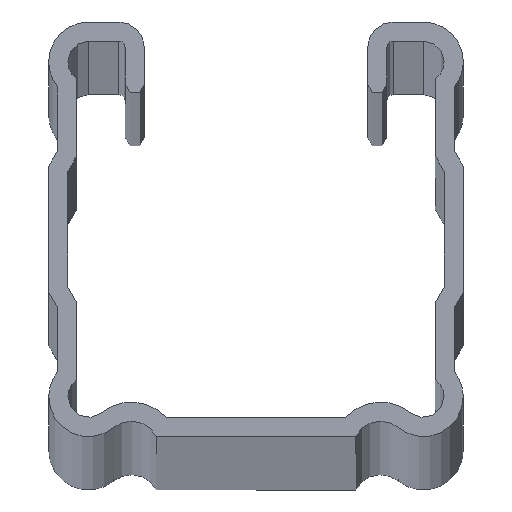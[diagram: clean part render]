
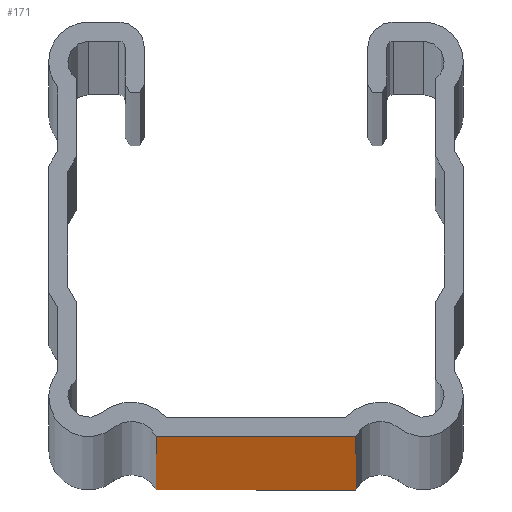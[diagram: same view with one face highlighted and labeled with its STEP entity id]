
A CAD part, top view. The second image highlights one B-rep face of the part: STEP entity #171.
In plain terms, the highlighted planar face has unit normal (0, -1, 0).
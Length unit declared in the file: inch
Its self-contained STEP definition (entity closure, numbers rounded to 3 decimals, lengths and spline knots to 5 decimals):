
#171=ADVANCED_FACE('',(#348),#349,.T.);
#348=FACE_OUTER_BOUND('',#529,.T.);
#349=PLANE('',#530);
#529=EDGE_LOOP('',(#1024,#1025,#1026,#1027));
#530=AXIS2_PLACEMENT_3D('',#1028,#1029,#1030);
#1024=ORIENTED_EDGE('',*,*,#1233,.T.);
#1025=ORIENTED_EDGE('',*,*,#1187,.F.);
#1026=ORIENTED_EDGE('',*,*,#1339,.F.);
#1027=ORIENTED_EDGE('',*,*,#1180,.T.);
#1028=CARTESIAN_POINT('',(0.8125,0.,0.0));
#1029=DIRECTION('',(0.,-1.0,0.0));
#1030=DIRECTION('',(1.0,0.,-0.0));
#1180=EDGE_CURVE('',#1437,#1435,#1438,.T.);
#1187=EDGE_CURVE('',#1448,#1443,#1450,.T.);
#1233=EDGE_CURVE('',#1435,#1443,#1529,.T.);
#1339=EDGE_CURVE('',#1437,#1448,#1678,.T.);
#1435=VERTEX_POINT('',#1790);
#1437=VERTEX_POINT('',#1792);
#1438=LINE('',#1793,#1794);
#1443=VERTEX_POINT('',#1800);
#1448=VERTEX_POINT('',#1806);
#1450=LINE('',#1808,#1809);
#1529=LINE('',#1914,#1915);
#1678=LINE('',#2125,#2126);
#1790=CARTESIAN_POINT('',(1.20273,0.,120.0));
#1792=CARTESIAN_POINT('',(1.20273,0.,0.0));
#1793=CARTESIAN_POINT('',(1.20273,0.,0.0));
#1794=VECTOR('',#2219,1.0);
#1800=CARTESIAN_POINT('',(0.42227,0.,120.0));
#1806=CARTESIAN_POINT('',(0.42227,0.,0.0));
#1808=CARTESIAN_POINT('',(0.42227,0.,0.0));
#1809=VECTOR('',#2231,1.0);
#1914=CARTESIAN_POINT('',(1.20273,0.,120.0));
#1915=VECTOR('',#2285,1.0);
#2125=CARTESIAN_POINT('',(1.20273,0.,0.0));
#2126=VECTOR('',#2428,1.0);
#2219=DIRECTION('',(0.0,0.0,1.0));
#2231=DIRECTION('',(0.0,0.0,1.0));
#2285=DIRECTION('',(-1.0,0.,0.0));
#2428=DIRECTION('',(-1.0,0.,0.0));
